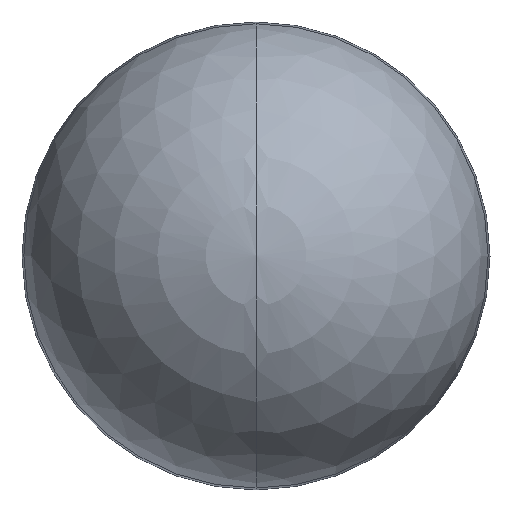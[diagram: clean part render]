
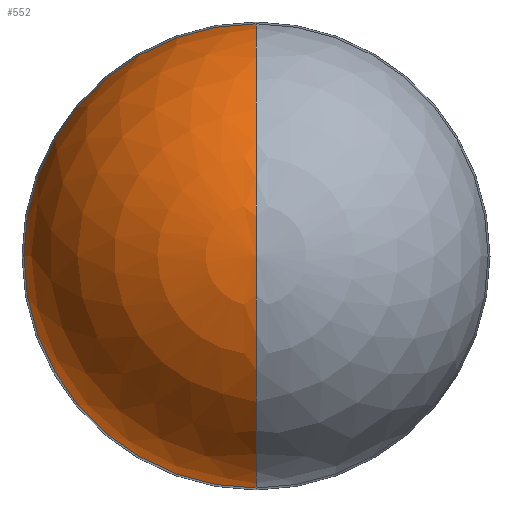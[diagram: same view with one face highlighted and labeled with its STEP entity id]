
A CAD part, top view. The second image highlights one B-rep face of the part: STEP entity #552.
In plain terms, the highlighted spherical face has radius 1.639 mm.
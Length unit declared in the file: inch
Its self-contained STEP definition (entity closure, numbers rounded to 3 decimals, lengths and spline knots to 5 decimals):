
#19=CARTESIAN_POINT('',(0.,0.,0.01275));
#20=DIRECTION('',(1.,0.,0.));
#21=DIRECTION('',(0.,0.,1.));
#22=AXIS2_PLACEMENT_3D('',#19,#20,#21);
#24=CARTESIAN_POINT('',(0.,0.,0.015));
#25=DIRECTION('',(0.,0.,-1.));
#26=DIRECTION('',(0.,-1.,0.));
#27=AXIS2_PLACEMENT_3D('',#24,#25,#26);
#29=CARTESIAN_POINT('',(0.,0.,0.01275));
#30=DIRECTION('',(-1.,0.,0.));
#31=DIRECTION('',(0.,0.,1.));
#32=AXIS2_PLACEMENT_3D('',#29,#30,#31);
#427=CARTESIAN_POINT('',(0.,0.06448,0.015));
#428=VERTEX_POINT('',#427);
#429=CARTESIAN_POINT('',(0.,-0.06448,0.015));
#430=VERTEX_POINT('',#429);
#431=CARTESIAN_POINT('',(0.,0.,0.07726));
#432=VERTEX_POINT('',#431);
#540=CARTESIAN_POINT('',(0.,0.,0.01275));
#541=DIRECTION('',(0.,0.,1.));
#542=DIRECTION('',(0.,1.,0.));
#543=AXIS2_PLACEMENT_3D('',#540,#541,#542);
#544=SPHERICAL_SURFACE('',#543,0.06452);
#546=ORIENTED_EDGE('',*,*,#545,.F.);
#548=ORIENTED_EDGE('',*,*,#547,.T.);
#549=ORIENTED_EDGE('',*,*,#533,.T.);
#550=EDGE_LOOP('',(#546,#548,#549));
#551=FACE_OUTER_BOUND('',#550,.F.);
#552=ADVANCED_FACE('',(#551),#544,.T.);
#23=CIRCLE('',#22,0.06452);
#28=CIRCLE('',#27,0.06448);
#33=CIRCLE('',#32,0.06452);
#533=EDGE_CURVE('',#430,#428,#28,.T.);
#545=EDGE_CURVE('',#432,#428,#33,.T.);
#547=EDGE_CURVE('',#432,#430,#23,.T.);
